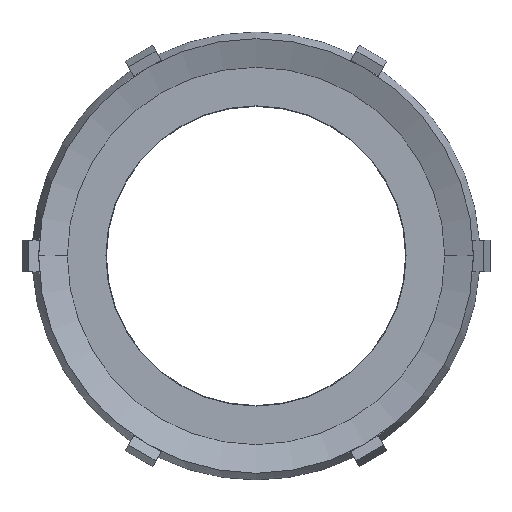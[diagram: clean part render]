
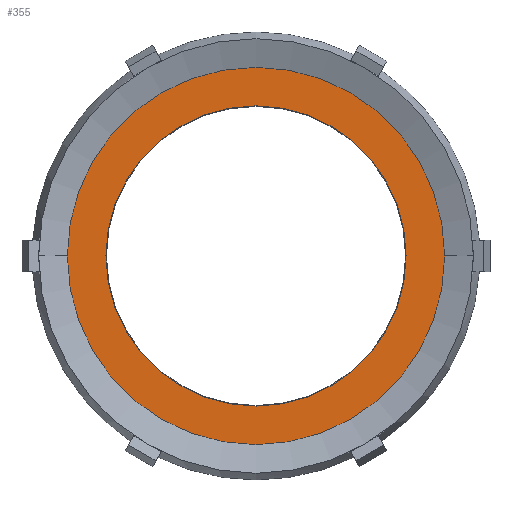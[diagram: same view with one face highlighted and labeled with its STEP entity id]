
A CAD part, top view. The second image highlights one B-rep face of the part: STEP entity #355.
In plain terms, the highlighted planar face has unit normal (0, 0, 1).
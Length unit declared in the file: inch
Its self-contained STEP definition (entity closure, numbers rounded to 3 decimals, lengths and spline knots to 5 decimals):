
#73 = VERTEX_POINT ( 'NONE', #963 ) ;
#89 = EDGE_CURVE ( 'NONE', #90, #73, #993, .T. ) ;
#90 = VERTEX_POINT ( 'NONE', #988 ) ;
#203 = EDGE_CURVE ( 'NONE', #204, #205, #1139, .T. ) ;
#204 = VERTEX_POINT ( 'NONE', #1208 ) ;
#205 = VERTEX_POINT ( 'NONE', #1207 ) ;
#355 = ADVANCED_FACE ( 'NONE', ( #1645, #1644 ), #1643, .F. ) ;
#356 = EDGE_LOOP ( 'NONE', ( #357, #358 ) ) ;
#357 = ORIENTED_EDGE ( 'NONE', *, *, #89, .T. ) ;
#358 = ORIENTED_EDGE ( 'NONE', *, *, #359, .T. ) ;
#359 = EDGE_CURVE ( 'NONE', #73, #90, #1671, .T. ) ;
#360 = EDGE_LOOP ( 'NONE', ( #374, #375 ) ) ;
#362 = EDGE_CURVE ( 'NONE', #205, #204, #1666, .T. ) ;
#374 = ORIENTED_EDGE ( 'NONE', *, *, #203, .F. ) ;
#375 = ORIENTED_EDGE ( 'NONE', *, *, #362, .F. ) ;
#963 = CARTESIAN_POINT ( 'NONE',  ( 0.945, 0., 0.03449 ) ) ;
#988 = CARTESIAN_POINT ( 'NONE',  ( -0.945, 0., 0.03449 ) ) ;
#989 = DIRECTION ( 'NONE',  ( -1., 0., 0. ) ) ;
#990 = DIRECTION ( 'NONE',  ( 0., 0., -1. ) ) ;
#991 = CARTESIAN_POINT ( 'NONE',  ( 0., 0., 0.03449 ) ) ;
#992 = AXIS2_PLACEMENT_3D ( 'NONE', #991, #990, #989 ) ;
#993 = CIRCLE ( 'NONE', #992, 0.945 ) ;
#1131 = DIRECTION ( 'NONE',  ( -1., 0., 0. ) ) ;
#1132 = DIRECTION ( 'NONE',  ( 0., 0., -1. ) ) ;
#1133 = CARTESIAN_POINT ( 'NONE',  ( 0., 0., 0.03449 ) ) ;
#1134 = AXIS2_PLACEMENT_3D ( 'NONE', #1133, #1132, #1131 ) ;
#1139 = CIRCLE ( 'NONE', #1134, 1.18833 ) ;
#1207 = CARTESIAN_POINT ( 'NONE',  ( -1.18833, 0., 0.03449 ) ) ;
#1208 = CARTESIAN_POINT ( 'NONE',  ( 1.18833, 0., 0.03449 ) ) ;
#1639 = DIRECTION ( 'NONE',  ( -1., 0., 0. ) ) ;
#1640 = DIRECTION ( 'NONE',  ( 0., 0., -1. ) ) ;
#1641 = CARTESIAN_POINT ( 'NONE',  ( 1.18833, 0., 0.03449 ) ) ;
#1642 = AXIS2_PLACEMENT_3D ( 'NONE', #1641, #1640, #1639 ) ;
#1643 = PLANE ( 'NONE',  #1642 ) ;
#1644 = FACE_OUTER_BOUND ( 'NONE', #360, .T. ) ;
#1645 = FACE_BOUND ( 'NONE', #356, .T. ) ;
#1662 = DIRECTION ( 'NONE',  ( -1., 0., 0. ) ) ;
#1663 = DIRECTION ( 'NONE',  ( 0., 0., -1. ) ) ;
#1664 = CARTESIAN_POINT ( 'NONE',  ( 0., 0., 0.03449 ) ) ;
#1665 = AXIS2_PLACEMENT_3D ( 'NONE', #1664, #1663, #1662 ) ;
#1666 = CIRCLE ( 'NONE', #1665, 1.18833 ) ;
#1667 = DIRECTION ( 'NONE',  ( -1., 0., 0. ) ) ;
#1668 = DIRECTION ( 'NONE',  ( 0., 0., -1. ) ) ;
#1669 = CARTESIAN_POINT ( 'NONE',  ( 0., 0., 0.03449 ) ) ;
#1670 = AXIS2_PLACEMENT_3D ( 'NONE', #1669, #1668, #1667 ) ;
#1671 = CIRCLE ( 'NONE', #1670, 0.945 ) ;
